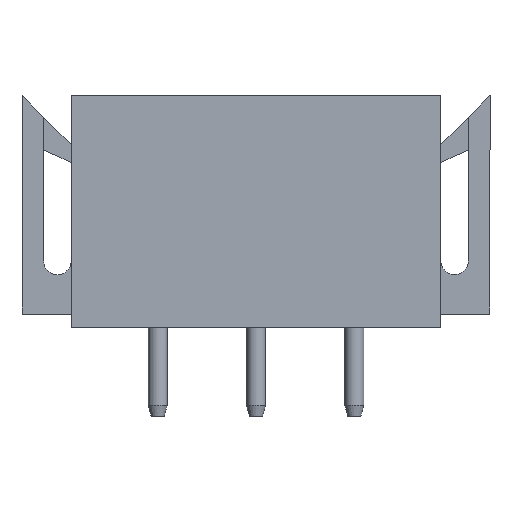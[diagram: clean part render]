
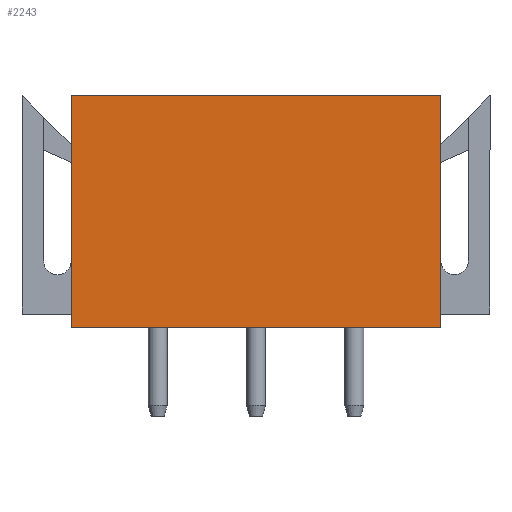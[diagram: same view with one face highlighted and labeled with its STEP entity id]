
A CAD part, left-side view. The second image highlights one B-rep face of the part: STEP entity #2243.
In plain terms, the highlighted planar face has unit normal (-1, 0, 0).
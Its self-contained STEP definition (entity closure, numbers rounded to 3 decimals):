
#2230=AXIS2_PLACEMENT_3D('Plane Axis2P3D',#2227,#2228,#2229) ;
#495=CARTESIAN_POINT('Vertex',(0.,2.5,16.3)) ;
#498=CARTESIAN_POINT('Line Origine',(0.,2.5,10.4)) ;
#502=CARTESIAN_POINT('Vertex',(0.,2.5,4.5)) ;
#563=CARTESIAN_POINT('Vertex',(0.,21.3,4.5)) ;
#566=CARTESIAN_POINT('Line Origine',(0.,21.3,10.4)) ;
#570=CARTESIAN_POINT('Vertex',(0.,21.3,16.3)) ;
#2120=CARTESIAN_POINT('Line Origine',(0.,11.9,16.3)) ;
#2227=CARTESIAN_POINT('Axis2P3D Location',(0.,21.3,1.3)) ;
#2232=CARTESIAN_POINT('Line Origine',(0.,11.9,4.5)) ;
#499=DIRECTION('Vector Direction',(0.,0.,1.)) ;
#567=DIRECTION('Vector Direction',(0.,0.,1.)) ;
#2121=DIRECTION('Vector Direction',(0.,-1.,0.)) ;
#2228=DIRECTION('Axis2P3D Direction',(-1.,0.,0.)) ;
#2229=DIRECTION('Axis2P3D XDirection',(0.,-1.,0.)) ;
#2233=DIRECTION('Vector Direction',(0.,-1.,0.)) ;
#500=VECTOR('Line Direction',#499,1.) ;
#568=VECTOR('Line Direction',#567,1.) ;
#2122=VECTOR('Line Direction',#2121,1.) ;
#2234=VECTOR('Line Direction',#2233,1.) ;
#2238=ORIENTED_EDGE('',*,*,#572,.F.) ;
#2239=ORIENTED_EDGE('',*,*,#2236,.T.) ;
#2240=ORIENTED_EDGE('',*,*,#504,.T.) ;
#2241=ORIENTED_EDGE('',*,*,#2124,.F.) ;
#2243=ADVANCED_FACE('HOUSING',(#2242),#2231,.T.) ;
#504=EDGE_CURVE('',#503,#496,#501,.T.) ;
#572=EDGE_CURVE('',#564,#571,#569,.T.) ;
#2124=EDGE_CURVE('',#571,#496,#2123,.T.) ;
#2236=EDGE_CURVE('',#564,#503,#2235,.T.) ;
#2237=EDGE_LOOP('',(#2238,#2239,#2240,#2241)) ;
#2242=FACE_OUTER_BOUND('',#2237,.T.) ;
#501=LINE('Line',#498,#500) ;
#569=LINE('Line',#566,#568) ;
#2123=LINE('Line',#2120,#2122) ;
#2235=LINE('Line',#2232,#2234) ;
#2231=PLANE('',#2230) ;
#496=VERTEX_POINT('',#495) ;
#503=VERTEX_POINT('',#502) ;
#564=VERTEX_POINT('',#563) ;
#571=VERTEX_POINT('',#570) ;
